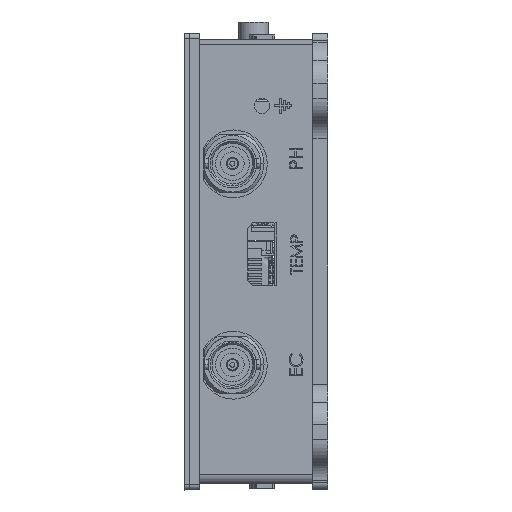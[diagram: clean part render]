
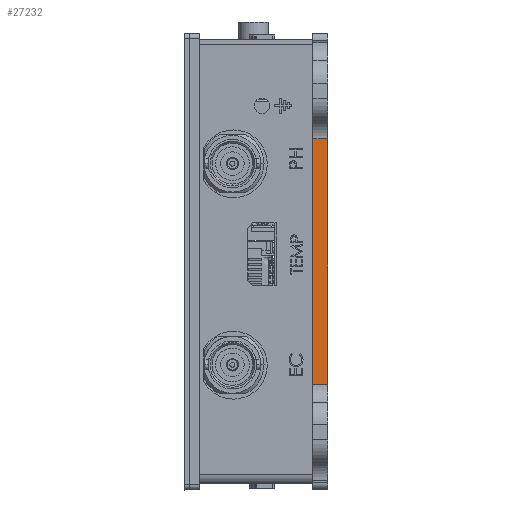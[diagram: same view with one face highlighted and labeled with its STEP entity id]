
A CAD part, left-side view. The second image highlights one B-rep face of the part: STEP entity #27232.
In plain terms, the highlighted face is planar.
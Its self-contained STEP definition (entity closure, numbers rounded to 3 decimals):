
#2764 = ORIENTED_EDGE ( 'NONE', *, *, #178365, .T. ) ;
#4148 = ORIENTED_EDGE ( 'NONE', *, *, #27649, .T. ) ;
#4460 = CARTESIAN_POINT ( 'NONE',  ( 29.871, 3., -42.175 ) ) ;
#7675 = VECTOR ( 'NONE', #68796, 1000. ) ;
#9364 = VECTOR ( 'NONE', #65997, 1000. ) ;
#16243 = LINE ( 'NONE', #107030, #80888 ) ;
#16886 = LINE ( 'NONE', #27557, #113991 ) ;
#17171 = VERTEX_POINT ( 'NONE', #102968 ) ;
#20294 = CARTESIAN_POINT ( 'NONE',  ( 29.871, 3., -42.175 ) ) ;
#21147 = LINE ( 'NONE', #83924, #7675 ) ;
#23633 = CARTESIAN_POINT ( 'NONE',  ( 29.871, 3., -21.113 ) ) ;
#27232 = ADVANCED_FACE ( 'NONE', ( #184617 ), #54929, .F. ) ;
#27557 = CARTESIAN_POINT ( 'NONE',  ( 29.871, 3., -42.175 ) ) ;
#27649 = EDGE_CURVE ( 'NONE', #39753, #222273, #133247, .T. ) ;
#35478 = EDGE_LOOP ( 'NONE', ( #191414, #190977, #41033, #2764, #64256, #51622, #119471, #4148 ) ) ;
#35917 = VERTEX_POINT ( 'NONE', #219171 ) ;
#37856 = DIRECTION ( 'NONE',  ( 0., -1., 0. ) ) ;
#39132 = EDGE_CURVE ( 'NONE', #211377, #35917, #87119, .T. ) ;
#39309 = CARTESIAN_POINT ( 'NONE',  ( 29.871, 3., -40.237 ) ) ;
#39753 = VERTEX_POINT ( 'NONE', #59405 ) ;
#41033 = ORIENTED_EDGE ( 'NONE', *, *, #182544, .T. ) ;
#51622 = ORIENTED_EDGE ( 'NONE', *, *, #193155, .T. ) ;
#54614 = DIRECTION ( 'NONE',  ( 0., 1., 0. ) ) ;
#54929 = PLANE ( 'NONE',  #210420 ) ;
#56142 = CARTESIAN_POINT ( 'NONE',  ( 29.871, 3., 27.763 ) ) ;
#58682 = DIRECTION ( 'NONE',  ( 0., 0., -1. ) ) ;
#59405 = CARTESIAN_POINT ( 'NONE',  ( 29.871, 0.025, -21.113 ) ) ;
#61519 = VECTOR ( 'NONE', #54614, 1000. ) ;
#62864 = CARTESIAN_POINT ( 'NONE',  ( 29.871, 0., -40.675 ) ) ;
#64256 = ORIENTED_EDGE ( 'NONE', *, *, #216363, .F. ) ;
#64494 = CARTESIAN_POINT ( 'NONE',  ( 29.871, 3., -21.113 ) ) ;
#65707 = VERTEX_POINT ( 'NONE', #196908 ) ;
#65997 = DIRECTION ( 'NONE',  ( 0., 1., 0. ) ) ;
#68796 = DIRECTION ( 'NONE',  ( 0., 0., -1. ) ) ;
#74388 = VECTOR ( 'NONE', #37856, 1000. ) ;
#80888 = VECTOR ( 'NONE', #137869, 1000. ) ;
#82013 = VERTEX_POINT ( 'NONE', #198641 ) ;
#83924 = CARTESIAN_POINT ( 'NONE',  ( 29.871, 0.025, -37.175 ) ) ;
#87119 = LINE ( 'NONE', #56142, #114111 ) ;
#102968 = CARTESIAN_POINT ( 'NONE',  ( 29.871, 0.025, -40.237 ) ) ;
#107030 = CARTESIAN_POINT ( 'NONE',  ( 29.871, 0., -42.175 ) ) ;
#113885 = LINE ( 'NONE', #4460, #216314 ) ;
#113991 = VECTOR ( 'NONE', #114973, 1000. ) ;
#114111 = VECTOR ( 'NONE', #144218, 1000. ) ;
#114973 = DIRECTION ( 'NONE',  ( 0., 0., -1. ) ) ;
#119471 = ORIENTED_EDGE ( 'NONE', *, *, #162835, .F. ) ;
#120807 = LINE ( 'NONE', #207518, #61519 ) ;
#125000 = DIRECTION ( 'NONE',  ( -1., 0., 0. ) ) ;
#133247 = LINE ( 'NONE', #64494, #9364 ) ;
#137869 = DIRECTION ( 'NONE',  ( 0., 0., -1. ) ) ;
#144218 = DIRECTION ( 'NONE',  ( 0., -1., 0. ) ) ;
#160563 = LINE ( 'NONE', #39309, #74388 ) ;
#162835 = EDGE_CURVE ( 'NONE', #39753, #17171, #21147, .T. ) ;
#174683 = DIRECTION ( 'NONE',  ( 0., 0., 1. ) ) ;
#176077 = VERTEX_POINT ( 'NONE', #62864 ) ;
#178365 = EDGE_CURVE ( 'NONE', #176077, #65707, #120807, .T. ) ;
#182544 = EDGE_CURVE ( 'NONE', #35917, #176077, #16243, .T. ) ;
#184617 = FACE_OUTER_BOUND ( 'NONE', #35478, .T. ) ;
#188524 = EDGE_CURVE ( 'NONE', #211377, #222273, #16886, .T. ) ;
#190977 = ORIENTED_EDGE ( 'NONE', *, *, #39132, .T. ) ;
#191414 = ORIENTED_EDGE ( 'NONE', *, *, #188524, .F. ) ;
#193155 = EDGE_CURVE ( 'NONE', #82013, #17171, #160563, .T. ) ;
#196908 = CARTESIAN_POINT ( 'NONE',  ( 29.871, 3., -40.675 ) ) ;
#198641 = CARTESIAN_POINT ( 'NONE',  ( 29.871, 3., -40.237 ) ) ;
#205408 = CARTESIAN_POINT ( 'NONE',  ( 29.871, 3., 27.763 ) ) ;
#207518 = CARTESIAN_POINT ( 'NONE',  ( 29.871, 3., -40.675 ) ) ;
#210420 = AXIS2_PLACEMENT_3D ( 'NONE', #20294, #125000, #174683 ) ;
#211377 = VERTEX_POINT ( 'NONE', #205408 ) ;
#216314 = VECTOR ( 'NONE', #58682, 1000. ) ;
#216363 = EDGE_CURVE ( 'NONE', #82013, #65707, #113885, .T. ) ;
#219171 = CARTESIAN_POINT ( 'NONE',  ( 29.871, 0., 27.763 ) ) ;
#222273 = VERTEX_POINT ( 'NONE', #23633 ) ;
